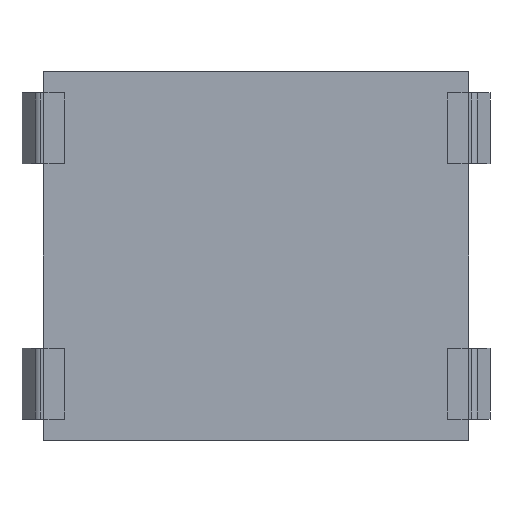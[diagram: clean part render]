
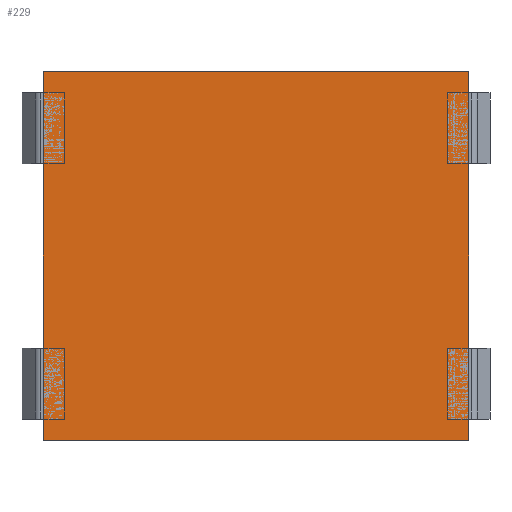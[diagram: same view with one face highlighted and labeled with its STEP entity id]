
A CAD part, front view. The second image highlights one B-rep face of the part: STEP entity #229.
In plain terms, the highlighted planar face has unit normal (0, -1, 0).
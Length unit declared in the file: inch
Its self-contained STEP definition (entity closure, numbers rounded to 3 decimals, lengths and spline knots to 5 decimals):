
#62=DIRECTION('',(1.,0.,0.));
#63=VECTOR('',#62,3.);
#64=CARTESIAN_POINT('',(-1.5,-0.025,1.3));
#65=LINE('',#64,#63);
#66=DIRECTION('',(0.,0.,-1.));
#67=VECTOR('',#66,2.6);
#68=CARTESIAN_POINT('',(1.5,-0.025,1.3));
#69=LINE('',#68,#67);
#70=DIRECTION('',(-1.,0.,0.));
#71=VECTOR('',#70,3.);
#72=CARTESIAN_POINT('',(1.5,-0.025,-1.3));
#73=LINE('',#72,#71);
#74=DIRECTION('',(0.,0.,1.));
#75=VECTOR('',#74,2.6);
#76=CARTESIAN_POINT('',(-1.5,-0.025,-1.3));
#77=LINE('',#76,#75);
#94=CARTESIAN_POINT('',(-1.5,-0.025,1.3));
#95=CARTESIAN_POINT('',(1.5,-0.025,1.3));
#96=VERTEX_POINT('',#94);
#97=VERTEX_POINT('',#95);
#98=CARTESIAN_POINT('',(1.5,-0.025,-1.3));
#99=VERTEX_POINT('',#98);
#100=CARTESIAN_POINT('',(-1.5,-0.025,-1.3));
#101=VERTEX_POINT('',#100);
#218=CARTESIAN_POINT('',(0.,-0.025,0.));
#219=DIRECTION('',(0.,1.,0.));
#220=DIRECTION('',(0.,0.,-1.));
#221=AXIS2_PLACEMENT_3D('',#218,#219,#220);
#222=PLANE('',#221);
#223=ORIENTED_EDGE('',*,*,#200,.T.);
#224=ORIENTED_EDGE('',*,*,#211,.T.);
#225=ORIENTED_EDGE('',*,*,#170,.T.);
#226=ORIENTED_EDGE('',*,*,#186,.T.);
#227=EDGE_LOOP('',(#223,#224,#225,#226));
#228=FACE_OUTER_BOUND('',#227,.F.);
#229=ADVANCED_FACE('',(#228),#222,.F.);
#170=EDGE_CURVE('',#99,#101,#73,.T.);
#186=EDGE_CURVE('',#101,#96,#77,.T.);
#200=EDGE_CURVE('',#96,#97,#65,.T.);
#211=EDGE_CURVE('',#97,#99,#69,.T.);
